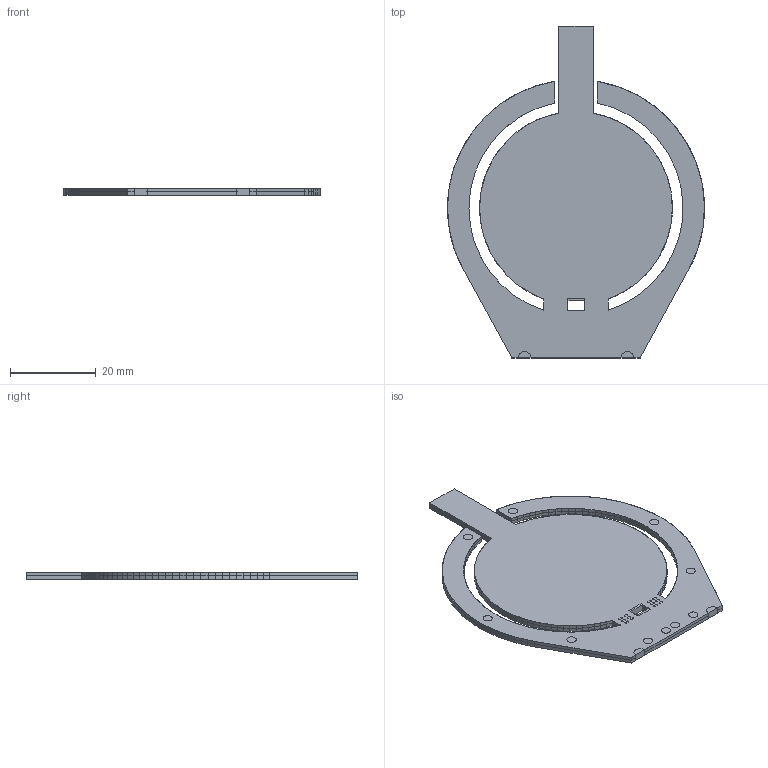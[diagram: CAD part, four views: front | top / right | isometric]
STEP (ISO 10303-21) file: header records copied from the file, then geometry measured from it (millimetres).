
FILE_DESCRIPTION(('Open CASCADE Model'),'2;1');
FILE_NAME('Open CASCADE Shape Model','2024-02-22T18:53:22',('Author'),( 'Open CASCADE'),'Open CASCADE STEP processor 7.5','Open CASCADE 7.5' ,'Unknown');
FILE_SCHEMA(('AUTOMOTIVE_DESIGN { 1 0 10303 214 1 1 1 1 }'));
Length unit declared in the file: millimetre
Products named in the file (5): PCB; Board; Open CASCADE STEP translator 7.5 9.1.1; Free-Models; dieletrico_haste_3
Assembly tree (4 placements, depth 3):
  PCB
    Board
      Open CASCADE STEP translator 7.5 9.1.1
    Free-Models
      dieletrico_haste_3
Bounding box: 60 x 77.5 x 1.58 mm (x, y, z)
Volume: 6573.4 mm3; surface area: 12701.3 mm2
Topology: 2 solids, 2 shells, 338 faces, 1002 edges, 668 vertices
Faces by surface type: plane 293, cylinder 45
Full cylindrical faces by diameter (mm): 2.184 x10
Entity records: 11343 total; most frequent: CARTESIAN_POINT 2013, ORIENTED_EDGE 2004, DIRECTION 1778, EDGE_CURVE 1002, LINE 912, VECTOR 912, VERTEX_POINT 668, AXIS2_PLACEMENT_3D 433
